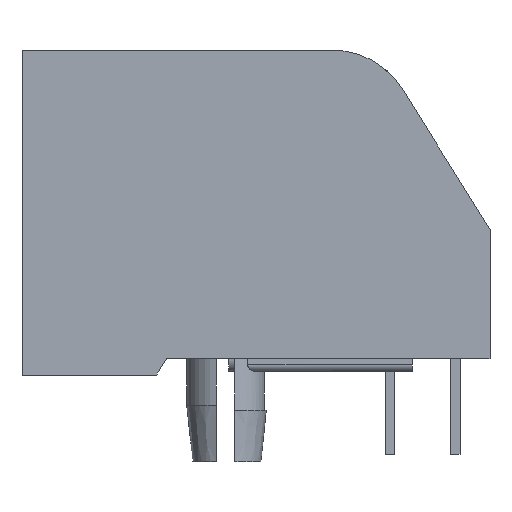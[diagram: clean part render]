
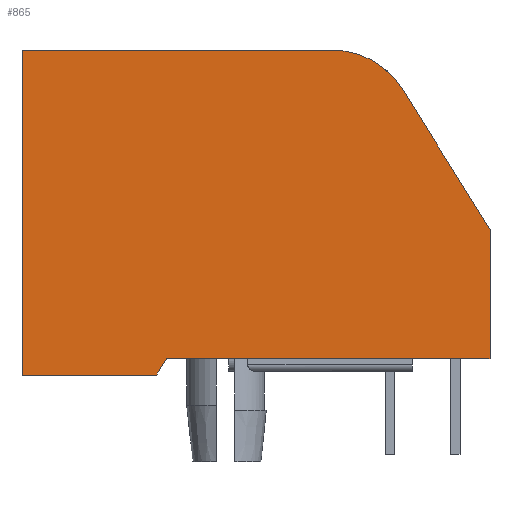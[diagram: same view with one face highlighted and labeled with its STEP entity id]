
A CAD part, front view. The second image highlights one B-rep face of the part: STEP entity #865.
In plain terms, the highlighted planar face has unit normal (0, -1, 0).
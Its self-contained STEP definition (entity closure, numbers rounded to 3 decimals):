
#865 = ADVANCED_FACE( '', ( #1842 ), #1843, .T. );
#1842 = FACE_OUTER_BOUND( '', #3054, .T. );
#1843 = PLANE( '', #3055 );
#3054 = EDGE_LOOP( '', ( #5315, #5316, #5317, #5318, #5319, #5320, #5321, #5322 ) );
#3055 = AXIS2_PLACEMENT_3D( '', #5323, #5324, #5325 );
#5315 = ORIENTED_EDGE( '', *, *, #8299, .T. );
#5316 = ORIENTED_EDGE( '', *, *, #8300, .T. );
#5317 = ORIENTED_EDGE( '', *, *, #8301, .T. );
#5318 = ORIENTED_EDGE( '', *, *, #8302, .T. );
#5319 = ORIENTED_EDGE( '', *, *, #8303, .T. );
#5320 = ORIENTED_EDGE( '', *, *, #8304, .T. );
#5321 = ORIENTED_EDGE( '', *, *, #8305, .T. );
#5322 = ORIENTED_EDGE( '', *, *, #8004, .T. );
#5323 = CARTESIAN_POINT( '', ( 6., -6.605, 3.094 ) );
#5324 = DIRECTION( '', ( 0., -1., 0. ) );
#5325 = DIRECTION( '', ( 0., 0., -1. ) );
#8004 = EDGE_CURVE( '', #9876, #9874, #9877, .T. );
#8299 = EDGE_CURVE( '', #9874, #10320, #10321, .T. );
#8300 = EDGE_CURVE( '', #10320, #10322, #10323, .T. );
#8301 = EDGE_CURVE( '', #10322, #10324, #10325, .T. );
#8302 = EDGE_CURVE( '', #10324, #10326, #10327, .T. );
#8303 = EDGE_CURVE( '', #10326, #10328, #10329, .T. );
#8304 = EDGE_CURVE( '', #10328, #10330, #10331, .T. );
#8305 = EDGE_CURVE( '', #10330, #9876, #10332, .T. );
#9874 = VERTEX_POINT( '', #12529 );
#9876 = VERTEX_POINT( '', #12532 );
#9877 = CIRCLE( '', #12533, 3.191 );
#10320 = VERTEX_POINT( '', #13195 );
#10321 = LINE( '', #13196, #13197 );
#10322 = VERTEX_POINT( '', #13198 );
#10323 = LINE( '', #13199, #13200 );
#10324 = VERTEX_POINT( '', #13201 );
#10325 = LINE( '', #13202, #13203 );
#10326 = VERTEX_POINT( '', #13204 );
#10327 = LINE( '', #13205, #13206 );
#10328 = VERTEX_POINT( '', #13207 );
#10329 = LINE( '', #13208, #13209 );
#10330 = VERTEX_POINT( '', #13210 );
#10331 = LINE( '', #13211, #13212 );
#10332 = LINE( '', #13213, #13214 );
#12529 = CARTESIAN_POINT( '', ( 6., -6.605, 6.285 ) );
#12532 = CARTESIAN_POINT( '', ( 8.706, -6.605, 4.785 ) );
#12533 = AXIS2_PLACEMENT_3D( '', #14813, #14814, #14815 );
#13195 = CARTESIAN_POINT( '', ( -6., -6.605, 6.285 ) );
#13196 = CARTESIAN_POINT( '', ( 6., -6.605, 6.285 ) );
#13197 = VECTOR( '', #15088, 1000. );
#13198 = CARTESIAN_POINT( '', ( -6., -6.605, -6.285 ) );
#13199 = CARTESIAN_POINT( '', ( -6., -6.605, 6.285 ) );
#13200 = VECTOR( '', #15089, 1000. );
#13201 = CARTESIAN_POINT( '', ( -0.8, -6.605, -6.285 ) );
#13202 = CARTESIAN_POINT( '', ( -6., -6.605, -6.285 ) );
#13203 = VECTOR( '', #15090, 1000. );
#13204 = CARTESIAN_POINT( '', ( -0.4, -6.605, -5.645 ) );
#13205 = CARTESIAN_POINT( '', ( -0.8, -6.605, -6.285 ) );
#13206 = VECTOR( '', #15091, 1000. );
#13207 = CARTESIAN_POINT( '', ( 12.1, -6.605, -5.645 ) );
#13208 = CARTESIAN_POINT( '', ( -0.4, -6.605, -5.645 ) );
#13209 = VECTOR( '', #15092, 1000. );
#13210 = CARTESIAN_POINT( '', ( 12.1, -6.605, -0.645 ) );
#13211 = CARTESIAN_POINT( '', ( 12.1, -6.605, -5.645 ) );
#13212 = VECTOR( '', #15093, 1000. );
#13213 = CARTESIAN_POINT( '', ( 12.1, -6.605, -0.645 ) );
#13214 = VECTOR( '', #15094, 1000. );
#14813 = CARTESIAN_POINT( '', ( 6., -6.605, 3.094 ) );
#14814 = DIRECTION( '', ( 0., -1., 0. ) );
#14815 = DIRECTION( '', ( 1., 0., 0. ) );
#15088 = DIRECTION( '', ( -1., 0., 0. ) );
#15089 = DIRECTION( '', ( 0., 0., -1. ) );
#15090 = DIRECTION( '', ( 1., 0., 0. ) );
#15091 = DIRECTION( '', ( 0.53, 0., 0.848 ) );
#15092 = DIRECTION( '', ( 1., 0., 0. ) );
#15093 = DIRECTION( '', ( 0., 0., 1. ) );
#15094 = DIRECTION( '', ( -0.53, 0., 0.848 ) );
